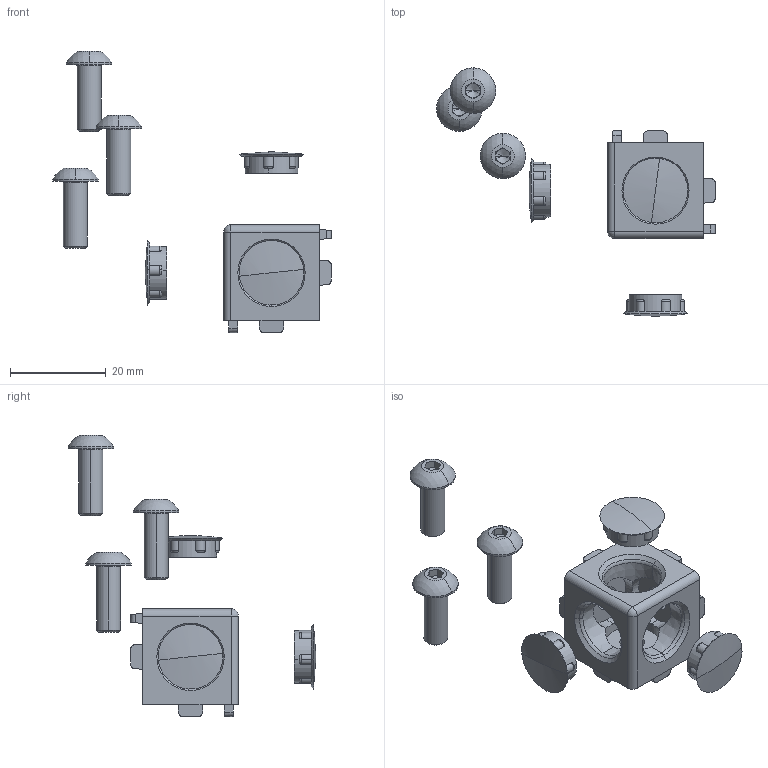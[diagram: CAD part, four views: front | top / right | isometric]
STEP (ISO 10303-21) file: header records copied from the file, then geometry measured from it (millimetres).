
FILE_DESCRIPTION (( 'STEP AP214' ), '1' );
FILE_NAME ('093ww202n05s01.STEP', '2013-10-17T13:32:11', ( '' ), ( '' ), 'SwSTEP 2.0', 'SolidWorks 2012', '' );
FILE_SCHEMA (( 'AUTOMOTIVE_DESIGN' ));
Length unit declared in the file: millimetre
Products named in the file (4): ISO 7380 - M5 x 16 --- 16C_ISO 7380 - M5 x 16 --- 16C; 093wwa20; 093ww202n05_093 ww 202 n05-1; 093ww202n05s01
Assembly tree (7 placements, depth 2):
  093ww202n05s01
    093ww202n05_093 ww 202 n05-1
    093wwa20  x3
    ISO 7380 - M5 x 16 --- 16C_ISO 7380 - M5 x 16 --- 16C  x3
Bounding box: 58.2 x 51.75 x 58.72 mm (x, y, z)
Volume: 5950.2 mm3; surface area: 6209.2 mm2
Topology: 7 solids, 7 shells, 374 faces, 913 edges, 555 vertices
Faces by surface type: plane 148, cylinder 108, cone 42, torus 39, sphere 37
Entity records: 7871 total; most frequent: CARTESIAN_POINT 1789, DIRECTION 1263, ORIENTED_EDGE 1228, EDGE_CURVE 614, AXIS2_PLACEMENT_3D 465, VERTEX_POINT 375, VECTOR 333, LINE 333
